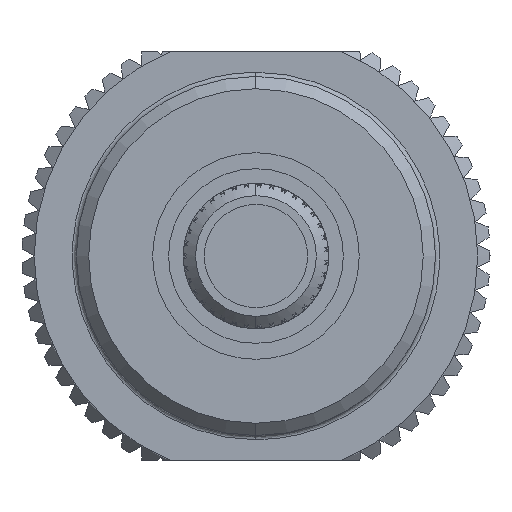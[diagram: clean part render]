
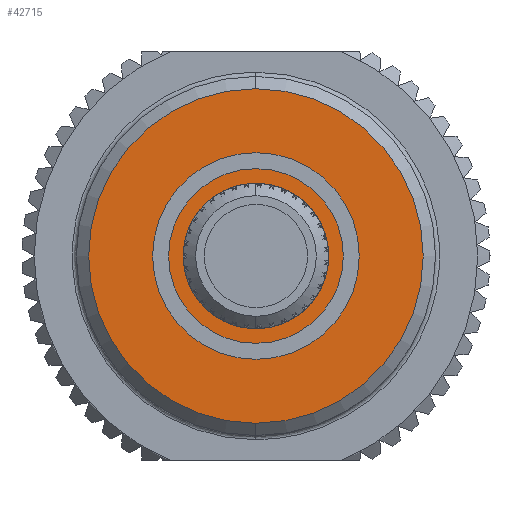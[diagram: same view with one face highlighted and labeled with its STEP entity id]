
A CAD part, left-side view. The second image highlights one B-rep face of the part: STEP entity #42715.
In plain terms, the highlighted planar face has unit normal (-1, 0, 0).
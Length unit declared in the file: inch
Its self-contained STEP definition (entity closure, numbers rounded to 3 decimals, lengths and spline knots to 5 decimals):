
#153 = CIRCLE ( 'NONE', #50790, 0.08858 ) ;
#2491 = DIRECTION ( 'NONE',  ( 1., 0., 0. ) ) ;
#3470 = AXIS2_PLACEMENT_3D ( 'NONE', #32836, #10644, #14118 ) ;
#4312 = EDGE_CURVE ( 'NONE', #14420, #37151, #153, .T. ) ;
#8436 = CARTESIAN_POINT ( 'NONE',  ( 1.18354, 0., -0.08858 ) ) ;
#10039 = CARTESIAN_POINT ( 'NONE',  ( 1.18354, 0., -0.204 ) ) ;
#10644 = DIRECTION ( 'NONE',  ( 1., 0., 0. ) ) ;
#10785 = DIRECTION ( 'NONE',  ( 0., 0., -1. ) ) ;
#11073 = DIRECTION ( 'NONE',  ( 1., 0., 0. ) ) ;
#11941 = CARTESIAN_POINT ( 'NONE',  ( 1.18354, 0., 0.08858 ) ) ;
#13561 = DIRECTION ( 'NONE',  ( 1., 0., 0. ) ) ;
#13641 = AXIS2_PLACEMENT_3D ( 'NONE', #54621, #2491, #23854 ) ;
#14118 = DIRECTION ( 'NONE',  ( 0., 0., -1. ) ) ;
#14420 = VERTEX_POINT ( 'NONE', #11941 ) ;
#17682 = AXIS2_PLACEMENT_3D ( 'NONE', #44936, #39491, #30567 ) ;
#21131 = EDGE_LOOP ( 'NONE', ( #33997, #33382 ) ) ;
#23854 = DIRECTION ( 'NONE',  ( 0., 0., -1. ) ) ;
#24187 = CIRCLE ( 'NONE', #36073, 0.204 ) ;
#27387 = FACE_BOUND ( 'NONE', #48834, .T. ) ;
#28362 = CIRCLE ( 'NONE', #13641, 0.204 ) ;
#30567 = DIRECTION ( 'NONE',  ( 0., 0., 1. ) ) ;
#31149 = DIRECTION ( 'NONE',  ( 0., 0., -1. ) ) ;
#32836 = CARTESIAN_POINT ( 'NONE',  ( 1.18354, 0., 0. ) ) ;
#33382 = ORIENTED_EDGE ( 'NONE', *, *, #53184, .F. ) ;
#33997 = ORIENTED_EDGE ( 'NONE', *, *, #43502, .F. ) ;
#35176 = FACE_OUTER_BOUND ( 'NONE', #21131, .T. ) ;
#36073 = AXIS2_PLACEMENT_3D ( 'NONE', #53016, #13561, #31149 ) ;
#37043 = VERTEX_POINT ( 'NONE', #44297 ) ;
#37151 = VERTEX_POINT ( 'NONE', #8436 ) ;
#37655 = ORIENTED_EDGE ( 'NONE', *, *, #53889, .T. ) ;
#39491 = DIRECTION ( 'NONE',  ( -1., 0., 0. ) ) ;
#40649 = PLANE ( 'NONE',  #17682 ) ;
#42188 = CIRCLE ( 'NONE', #3470, 0.08858 ) ;
#42715 = ADVANCED_FACE ( 'NONE', ( #27387, #35176 ), #40649, .T. ) ;
#42726 = ORIENTED_EDGE ( 'NONE', *, *, #4312, .T. ) ;
#43502 = EDGE_CURVE ( 'NONE', #52769, #37043, #24187, .T. ) ;
#44297 = CARTESIAN_POINT ( 'NONE',  ( 1.18354, 0., 0.204 ) ) ;
#44936 = CARTESIAN_POINT ( 'NONE',  ( 1.18354, 0.189, 0. ) ) ;
#48834 = EDGE_LOOP ( 'NONE', ( #37655, #42726 ) ) ;
#50790 = AXIS2_PLACEMENT_3D ( 'NONE', #54844, #11073, #10785 ) ;
#52769 = VERTEX_POINT ( 'NONE', #10039 ) ;
#53016 = CARTESIAN_POINT ( 'NONE',  ( 1.18354, 0., 0. ) ) ;
#53184 = EDGE_CURVE ( 'NONE', #37043, #52769, #28362, .T. ) ;
#53889 = EDGE_CURVE ( 'NONE', #37151, #14420, #42188, .T. ) ;
#54621 = CARTESIAN_POINT ( 'NONE',  ( 1.18354, 0., 0. ) ) ;
#54844 = CARTESIAN_POINT ( 'NONE',  ( 1.18354, 0., 0. ) ) ;
